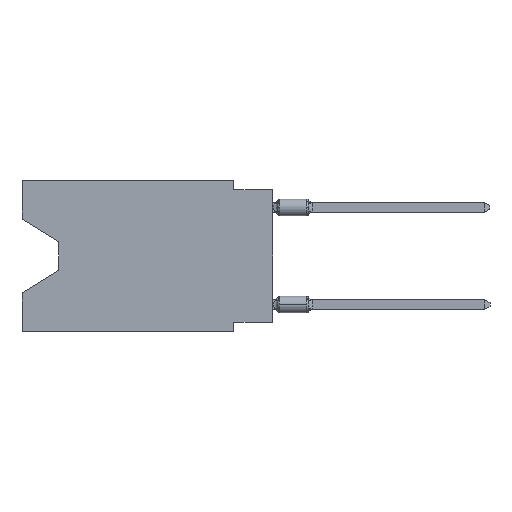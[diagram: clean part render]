
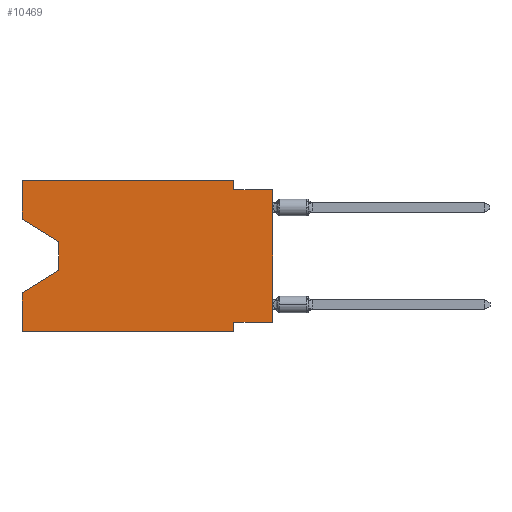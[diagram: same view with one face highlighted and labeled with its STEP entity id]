
A CAD part, left-side view. The second image highlights one B-rep face of the part: STEP entity #10469.
In plain terms, the highlighted planar face has unit normal (-1, 0, 0).
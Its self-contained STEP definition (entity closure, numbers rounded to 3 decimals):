
#451 = CARTESIAN_POINT ( 'NONE',  ( 0., 16.383, 0. ) ) ;
#702 = DIRECTION ( 'NONE',  ( 0., 0., 1. ) ) ;
#831 = ORIENTED_EDGE ( 'NONE', *, *, #16022, .F. ) ;
#1011 = CARTESIAN_POINT ( 'NONE',  ( 0., 16.383, 0. ) ) ;
#1259 = ORIENTED_EDGE ( 'NONE', *, *, #11057, .F. ) ;
#1286 = CARTESIAN_POINT ( 'NONE',  ( 0., 0., 0. ) ) ;
#1554 = VECTOR ( 'NONE', #15898, 1000. ) ;
#1624 = EDGE_CURVE ( 'NONE', #8702, #6960, #3919, .T. ) ;
#1809 = PLANE ( 'NONE',  #8167 ) ;
#2515 = EDGE_CURVE ( 'NONE', #2822, #17156, #7606, .T. ) ;
#2679 = ORIENTED_EDGE ( 'NONE', *, *, #8845, .F. ) ;
#2822 = VERTEX_POINT ( 'NONE', #10189 ) ;
#3012 = CARTESIAN_POINT ( 'NONE',  ( 0., 13.97, -5.893 ) ) ;
#3048 = LINE ( 'NONE', #15947, #16884 ) ;
#3247 = EDGE_LOOP ( 'NONE', ( #3397, #15981, #4831, #2679, #13895, #1259, #831, #16459, #13094, #7974, #11980, #12114 ) ) ;
#3374 = VECTOR ( 'NONE', #6270, 1000. ) ;
#3397 = ORIENTED_EDGE ( 'NONE', *, *, #10866, .T. ) ;
#3512 = CARTESIAN_POINT ( 'NONE',  ( 0., 2.54, -0.635 ) ) ;
#3714 = CARTESIAN_POINT ( 'NONE',  ( 0., 13.97, -5.893 ) ) ;
#3919 = LINE ( 'NONE', #7821, #8163 ) ;
#4130 = CARTESIAN_POINT ( 'NONE',  ( 0., 0., -0.635 ) ) ;
#4246 = VERTEX_POINT ( 'NONE', #10506 ) ;
#4266 = DIRECTION ( 'NONE',  ( 0., 1., 0. ) ) ;
#4278 = DIRECTION ( 'NONE',  ( 0., 0., -1. ) ) ;
#4831 = ORIENTED_EDGE ( 'NONE', *, *, #9483, .T. ) ;
#5069 = CARTESIAN_POINT ( 'NONE',  ( 0., 0., -0.635 ) ) ;
#5070 = CARTESIAN_POINT ( 'NONE',  ( 0., 16.383, -9.906 ) ) ;
#5108 = CARTESIAN_POINT ( 'NONE',  ( 0., 2.54, -9.271 ) ) ;
#5279 = CARTESIAN_POINT ( 'NONE',  ( 0., 2.54, -9.906 ) ) ;
#5612 = DIRECTION ( 'NONE',  ( 0., 0., -1. ) ) ;
#5941 = VERTEX_POINT ( 'NONE', #5108 ) ;
#6270 = DIRECTION ( 'NONE',  ( 0., -1., 0. ) ) ;
#6509 = VECTOR ( 'NONE', #8789, 1000. ) ;
#6863 = LINE ( 'NONE', #15852, #11532 ) ;
#6960 = VERTEX_POINT ( 'NONE', #3512 ) ;
#7199 = CARTESIAN_POINT ( 'NONE',  ( 0., 16.383, 0. ) ) ;
#7350 = LINE ( 'NONE', #3714, #13393 ) ;
#7358 = EDGE_CURVE ( 'NONE', #6960, #13518, #7391, .T. ) ;
#7391 = LINE ( 'NONE', #5069, #8137 ) ;
#7431 = DIRECTION ( 'NONE',  ( 0., 0.855, -0.519 ) ) ;
#7606 = LINE ( 'NONE', #1011, #12928 ) ;
#7821 = CARTESIAN_POINT ( 'NONE',  ( 0., 2.54, 0. ) ) ;
#7974 = ORIENTED_EDGE ( 'NONE', *, *, #1624, .F. ) ;
#8137 = VECTOR ( 'NONE', #16707, 1000. ) ;
#8163 = VECTOR ( 'NONE', #15669, 1000. ) ;
#8167 = AXIS2_PLACEMENT_3D ( 'NONE', #8240, #11194, #11117 ) ;
#8240 = CARTESIAN_POINT ( 'NONE',  ( 0., 16.383, 0. ) ) ;
#8288 = VECTOR ( 'NONE', #12196, 1000. ) ;
#8473 = LINE ( 'NONE', #16237, #17013 ) ;
#8702 = VERTEX_POINT ( 'NONE', #10355 ) ;
#8725 = EDGE_CURVE ( 'NONE', #12746, #16850, #12889, .T. ) ;
#8789 = DIRECTION ( 'NONE',  ( 0., -0.855, -0.519 ) ) ;
#8845 = EDGE_CURVE ( 'NONE', #12746, #16356, #13571, .T. ) ;
#9483 = EDGE_CURVE ( 'NONE', #11876, #16356, #7350, .T. ) ;
#9687 = EDGE_CURVE ( 'NONE', #13700, #11876, #8473, .T. ) ;
#10189 = CARTESIAN_POINT ( 'NONE',  ( 0., 16.383, -2.546 ) ) ;
#10355 = CARTESIAN_POINT ( 'NONE',  ( 0., 2.54, 0. ) ) ;
#10469 = ADVANCED_FACE ( 'NONE', ( #15206 ), #1809, .F. ) ;
#10506 = CARTESIAN_POINT ( 'NONE',  ( 0., 0., -9.271 ) ) ;
#10664 = LINE ( 'NONE', #1286, #1554 ) ;
#10866 = EDGE_CURVE ( 'NONE', #2822, #13700, #16888, .T. ) ;
#10946 = CARTESIAN_POINT ( 'NONE',  ( 0., 16.383, -9.906 ) ) ;
#11057 = EDGE_CURVE ( 'NONE', #5941, #16850, #6863, .T. ) ;
#11117 = DIRECTION ( 'NONE',  ( 0., 0., -1. ) ) ;
#11194 = DIRECTION ( 'NONE',  ( 1., 0., 0. ) ) ;
#11532 = VECTOR ( 'NONE', #4278, 1000. ) ;
#11612 = DIRECTION ( 'NONE',  ( 0., 0., 1. ) ) ;
#11833 = EDGE_CURVE ( 'NONE', #4246, #13518, #10664, .T. ) ;
#11876 = VERTEX_POINT ( 'NONE', #3012 ) ;
#11980 = ORIENTED_EDGE ( 'NONE', *, *, #13868, .F. ) ;
#12114 = ORIENTED_EDGE ( 'NONE', *, *, #2515, .F. ) ;
#12196 = DIRECTION ( 'NONE',  ( 0., -1., 0. ) ) ;
#12746 = VERTEX_POINT ( 'NONE', #10946 ) ;
#12822 = CARTESIAN_POINT ( 'NONE',  ( 0., 16.383, 0. ) ) ;
#12889 = LINE ( 'NONE', #5070, #3374 ) ;
#12928 = VECTOR ( 'NONE', #11612, 1000. ) ;
#13094 = ORIENTED_EDGE ( 'NONE', *, *, #7358, .F. ) ;
#13098 = VECTOR ( 'NONE', #702, 1000. ) ;
#13393 = VECTOR ( 'NONE', #7431, 1000. ) ;
#13518 = VERTEX_POINT ( 'NONE', #4130 ) ;
#13571 = LINE ( 'NONE', #7199, #13098 ) ;
#13700 = VERTEX_POINT ( 'NONE', #15340 ) ;
#13868 = EDGE_CURVE ( 'NONE', #17156, #8702, #16122, .T. ) ;
#13895 = ORIENTED_EDGE ( 'NONE', *, *, #8725, .T. ) ;
#15206 = FACE_OUTER_BOUND ( 'NONE', #3247, .T. ) ;
#15340 = CARTESIAN_POINT ( 'NONE',  ( 0., 13.97, -4.013 ) ) ;
#15423 = CARTESIAN_POINT ( 'NONE',  ( 0., 16.383, -2.546 ) ) ;
#15669 = DIRECTION ( 'NONE',  ( 0., 0., -1. ) ) ;
#15741 = CARTESIAN_POINT ( 'NONE',  ( 0., 16.383, -7.36 ) ) ;
#15852 = CARTESIAN_POINT ( 'NONE',  ( 0., 2.54, -9.906 ) ) ;
#15898 = DIRECTION ( 'NONE',  ( 0., 0., 1. ) ) ;
#15947 = CARTESIAN_POINT ( 'NONE',  ( 0., 0., -9.271 ) ) ;
#15981 = ORIENTED_EDGE ( 'NONE', *, *, #9687, .T. ) ;
#16022 = EDGE_CURVE ( 'NONE', #4246, #5941, #3048, .T. ) ;
#16122 = LINE ( 'NONE', #451, #8288 ) ;
#16237 = CARTESIAN_POINT ( 'NONE',  ( 0., 13.97, -4.013 ) ) ;
#16356 = VERTEX_POINT ( 'NONE', #15741 ) ;
#16459 = ORIENTED_EDGE ( 'NONE', *, *, #11833, .T. ) ;
#16707 = DIRECTION ( 'NONE',  ( 0., -1., 0. ) ) ;
#16850 = VERTEX_POINT ( 'NONE', #5279 ) ;
#16884 = VECTOR ( 'NONE', #4266, 1000. ) ;
#16888 = LINE ( 'NONE', #15423, #6509 ) ;
#17013 = VECTOR ( 'NONE', #5612, 1000. ) ;
#17156 = VERTEX_POINT ( 'NONE', #12822 ) ;
